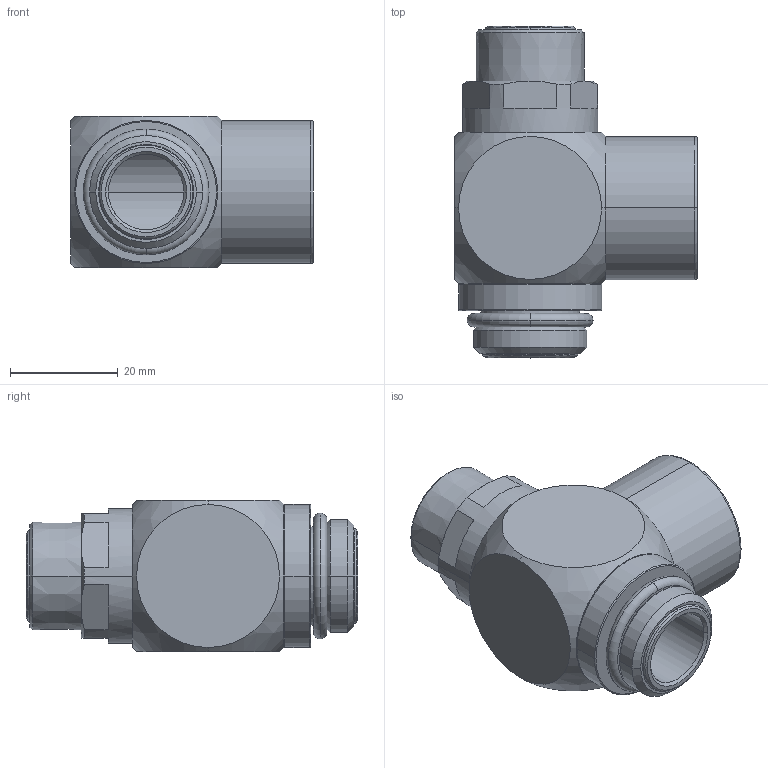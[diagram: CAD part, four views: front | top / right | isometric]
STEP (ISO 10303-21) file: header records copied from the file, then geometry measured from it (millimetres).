
FILE_DESCRIPTION(('STEP AP214'),'1');
FILE_NAME('7140_21_21.stp','2016-07-07T14:19:56',('TraceParts'),('TraceParts S.A.'),'Spatial InterOp 3D',' ',' ');
FILE_SCHEMA(('automotive_design'));
Length unit declared in the file: millimetre
Products named in the file (1): 1
Bounding box: 45 x 61.46 x 28 mm (x, y, z)
Volume: 29663.3 mm3; surface area: 10976.5 mm2
Topology: 1 solids, 1 shells, 89 faces, 215 edges, 137 vertices
Faces by surface type: plane 27, cone 26, cylinder 20, torus 14, sphere 2
Entity records: 2742 total; most frequent: CARTESIAN_POINT 555, DIRECTION 520, ORIENTED_EDGE 426, AXIS2_PLACEMENT_3D 231, EDGE_CURVE 213, CIRCLE 141, VERTEX_POINT 137, EDGE_LOOP 102
